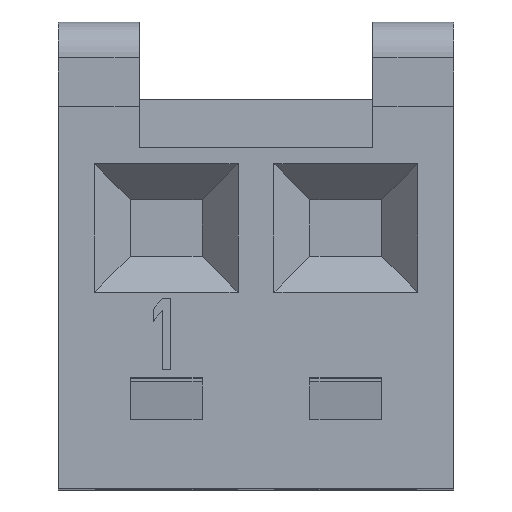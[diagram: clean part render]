
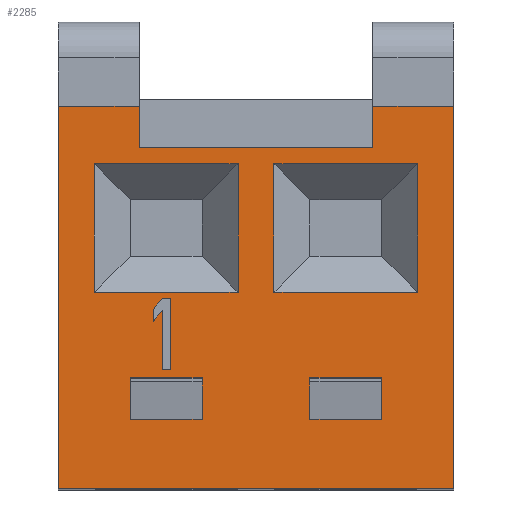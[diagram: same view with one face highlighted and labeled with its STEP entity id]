
A CAD part, top view. The second image highlights one B-rep face of the part: STEP entity #2285.
In plain terms, the highlighted planar face has unit normal (0, 0, 1).
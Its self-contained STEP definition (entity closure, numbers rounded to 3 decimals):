
#72=DIRECTION('',(0.,1.,0.));
#73=VECTOR('',#72,0.584);
#74=CARTESIAN_POINT('',(0.762,-2.705,0.));
#75=LINE('',#74,#73);
#76=DIRECTION('',(-1.,0.,0.));
#77=VECTOR('',#76,1.016);
#78=CARTESIAN_POINT('',(1.778,-2.705,0.));
#79=LINE('',#78,#77);
#80=DIRECTION('',(0.,-1.,0.));
#81=VECTOR('',#80,0.584);
#82=CARTESIAN_POINT('',(1.778,-2.121,0.));
#83=LINE('',#82,#81);
#84=DIRECTION('',(1.,0.,0.));
#85=VECTOR('',#84,1.016);
#86=CARTESIAN_POINT('',(0.762,-2.121,0.));
#87=LINE('',#86,#85);
#88=DIRECTION('',(0.,1.,0.));
#89=VECTOR('',#88,0.584);
#90=CARTESIAN_POINT('',(-1.778,-2.705,0.));
#91=LINE('',#90,#89);
#92=DIRECTION('',(-1.,0.,0.));
#93=VECTOR('',#92,1.016);
#94=CARTESIAN_POINT('',(-0.762,-2.705,0.));
#95=LINE('',#94,#93);
#96=DIRECTION('',(0.,-1.,0.));
#97=VECTOR('',#96,0.584);
#98=CARTESIAN_POINT('',(-0.762,-2.121,0.));
#99=LINE('',#98,#97);
#100=DIRECTION('',(1.,0.,0.));
#101=VECTOR('',#100,1.016);
#102=CARTESIAN_POINT('',(-1.778,-2.121,0.));
#103=LINE('',#102,#101);
#104=DIRECTION('',(0.,1.,0.));
#105=VECTOR('',#104,5.404);
#106=CARTESIAN_POINT('',(-2.794,-3.683,0.));
#107=LINE('',#106,#105);
#108=DIRECTION('',(-1.,0.,0.));
#109=VECTOR('',#108,3.302);
#110=CARTESIAN_POINT('',(1.651,1.143,0.));
#111=LINE('',#110,#109);
#112=DIRECTION('',(0.,-1.,0.));
#113=VECTOR('',#112,5.404);
#114=CARTESIAN_POINT('',(2.794,1.721,0.));
#115=LINE('',#114,#113);
#116=DIRECTION('',(-1.,0.,0.));
#117=VECTOR('',#116,5.588);
#118=CARTESIAN_POINT('',(2.794,-3.683,0.));
#119=LINE('',#118,#117);
#120=DIRECTION('',(0.,1.,0.));
#121=VECTOR('',#120,1.);
#122=CARTESIAN_POINT('',(-1.204,-2.,0.));
#123=LINE('',#122,#121);
#124=DIRECTION('',(-1.,0.,0.));
#125=VECTOR('',#124,0.125);
#126=CARTESIAN_POINT('',(-1.204,-1.,0.));
#127=LINE('',#126,#125);
#128=DIRECTION('',(-0.643,-0.766,0.));
#129=VECTOR('',#128,0.194);
#130=CARTESIAN_POINT('',(-1.329,-1.,0.));
#131=LINE('',#130,#129);
#132=DIRECTION('',(0.,-1.,0.));
#133=VECTOR('',#132,0.17);
#134=CARTESIAN_POINT('',(-1.454,-1.149,0.));
#135=LINE('',#134,#133);
#136=DIRECTION('',(0.643,0.766,0.));
#137=VECTOR('',#136,0.194);
#138=CARTESIAN_POINT('',(-1.454,-1.319,0.));
#139=LINE('',#138,#137);
#140=DIRECTION('',(0.,-1.,0.));
#141=VECTOR('',#140,0.83);
#142=CARTESIAN_POINT('',(-1.329,-1.17,0.));
#143=LINE('',#142,#141);
#144=DIRECTION('',(1.,0.,0.));
#145=VECTOR('',#144,0.125);
#146=CARTESIAN_POINT('',(-1.329,-2.,0.));
#147=LINE('',#146,#145);
#148=DIRECTION('',(-1.,0.,0.));
#149=VECTOR('',#148,2.032);
#150=CARTESIAN_POINT('',(-0.254,0.908,0.));
#151=LINE('',#150,#149);
#160=DIRECTION('',(0.,1.,0.));
#161=VECTOR('',#160,1.816);
#162=CARTESIAN_POINT('',(-0.254,-0.908,0.));
#163=LINE('',#162,#161);
#168=DIRECTION('',(1.,0.,0.));
#169=VECTOR('',#168,2.032);
#170=CARTESIAN_POINT('',(-2.286,-0.908,0.));
#171=LINE('',#170,#169);
#184=DIRECTION('',(0.,-1.,0.));
#185=VECTOR('',#184,1.816);
#186=CARTESIAN_POINT('',(-2.286,0.908,0.));
#187=LINE('',#186,#185);
#578=DIRECTION('',(-1.,0.,0.));
#579=VECTOR('',#578,1.143);
#580=CARTESIAN_POINT('',(2.794,1.721,0.));
#581=LINE('',#580,#579);
#607=DIRECTION('',(0.,1.,0.));
#608=VECTOR('',#607,0.578);
#609=CARTESIAN_POINT('',(1.651,1.143,0.));
#610=LINE('',#609,#608);
#615=DIRECTION('',(0.,1.,0.));
#616=VECTOR('',#615,0.578);
#617=CARTESIAN_POINT('',(-1.651,1.143,0.));
#618=LINE('',#617,#616);
#640=DIRECTION('',(1.,0.,0.));
#641=VECTOR('',#640,1.143);
#642=CARTESIAN_POINT('',(-2.794,1.721,0.));
#643=LINE('',#642,#641);
#1342=DIRECTION('',(1.,0.,0.));
#1343=VECTOR('',#1342,2.032);
#1344=CARTESIAN_POINT('',(0.254,-0.908,0.));
#1345=LINE('',#1344,#1343);
#1358=DIRECTION('',(0.,-1.,0.));
#1359=VECTOR('',#1358,1.816);
#1360=CARTESIAN_POINT('',(0.254,0.908,0.));
#1361=LINE('',#1360,#1359);
#1370=DIRECTION('',(-1.,0.,0.));
#1371=VECTOR('',#1370,2.032);
#1372=CARTESIAN_POINT('',(2.286,0.908,0.));
#1373=LINE('',#1372,#1371);
#1382=DIRECTION('',(0.,1.,0.));
#1383=VECTOR('',#1382,1.816);
#1384=CARTESIAN_POINT('',(2.286,-0.908,0.));
#1385=LINE('',#1384,#1383);
#1690=CARTESIAN_POINT('',(2.794,-3.683,0.));
#1691=CARTESIAN_POINT('',(-2.794,-3.683,0.));
#1692=VERTEX_POINT('',#1690);
#1693=VERTEX_POINT('',#1691);
#1702=CARTESIAN_POINT('',(2.794,1.721,0.));
#1704=VERTEX_POINT('',#1702);
#1712=CARTESIAN_POINT('',(1.651,1.721,0.));
#1714=VERTEX_POINT('',#1712);
#1724=CARTESIAN_POINT('',(1.651,1.143,0.));
#1726=VERTEX_POINT('',#1724);
#1730=CARTESIAN_POINT('',(2.286,-0.908,0.));
#1731=CARTESIAN_POINT('',(2.286,0.908,0.));
#1732=VERTEX_POINT('',#1730);
#1733=VERTEX_POINT('',#1731);
#1738=CARTESIAN_POINT('',(0.254,0.908,0.));
#1739=VERTEX_POINT('',#1738);
#1742=CARTESIAN_POINT('',(0.254,-0.908,0.));
#1743=VERTEX_POINT('',#1742);
#1746=CARTESIAN_POINT('',(-0.254,-0.908,0.));
#1747=CARTESIAN_POINT('',(-0.254,0.908,0.));
#1748=VERTEX_POINT('',#1746);
#1749=VERTEX_POINT('',#1747);
#1754=CARTESIAN_POINT('',(-2.286,0.908,0.));
#1755=VERTEX_POINT('',#1754);
#1758=CARTESIAN_POINT('',(-2.286,-0.908,0.));
#1759=VERTEX_POINT('',#1758);
#1962=CARTESIAN_POINT('',(0.762,-2.705,0.));
#1963=CARTESIAN_POINT('',(0.762,-2.121,0.));
#1964=VERTEX_POINT('',#1962);
#1965=VERTEX_POINT('',#1963);
#1966=CARTESIAN_POINT('',(1.778,-2.121,0.));
#1967=VERTEX_POINT('',#1966);
#1968=CARTESIAN_POINT('',(1.778,-2.705,0.));
#1969=VERTEX_POINT('',#1968);
#2002=CARTESIAN_POINT('',(-1.778,-2.705,0.));
#2003=CARTESIAN_POINT('',(-1.778,-2.121,0.));
#2004=VERTEX_POINT('',#2002);
#2005=VERTEX_POINT('',#2003);
#2006=CARTESIAN_POINT('',(-0.762,-2.121,0.));
#2007=VERTEX_POINT('',#2006);
#2008=CARTESIAN_POINT('',(-0.762,-2.705,0.));
#2009=VERTEX_POINT('',#2008);
#2018=CARTESIAN_POINT('',(-2.794,1.721,0.));
#2020=VERTEX_POINT('',#2018);
#2028=CARTESIAN_POINT('',(-1.651,1.721,0.));
#2030=VERTEX_POINT('',#2028);
#2038=CARTESIAN_POINT('',(-1.651,1.143,0.));
#2040=VERTEX_POINT('',#2038);
#2056=CARTESIAN_POINT('',(-1.204,-2.,0.));
#2057=CARTESIAN_POINT('',(-1.204,-1.,0.));
#2058=VERTEX_POINT('',#2056);
#2059=VERTEX_POINT('',#2057);
#2060=CARTESIAN_POINT('',(-1.329,-1.,0.));
#2061=VERTEX_POINT('',#2060);
#2062=CARTESIAN_POINT('',(-1.454,-1.149,0.));
#2063=VERTEX_POINT('',#2062);
#2064=CARTESIAN_POINT('',(-1.454,-1.319,0.));
#2065=VERTEX_POINT('',#2064);
#2066=CARTESIAN_POINT('',(-1.329,-1.17,0.));
#2067=VERTEX_POINT('',#2066);
#2068=CARTESIAN_POINT('',(-1.329,-2.,0.));
#2069=VERTEX_POINT('',#2068);
#2206=CARTESIAN_POINT('',(0.,0.,0.));
#2207=DIRECTION('',(0.,0.,-1.));
#2208=DIRECTION('',(-1.,0.,0.));
#2209=AXIS2_PLACEMENT_3D('',#2206,#2207,#2208);
#2210=PLANE('',#2209);
#2212=ORIENTED_EDGE('',*,*,#2211,.T.);
#2214=ORIENTED_EDGE('',*,*,#2213,.T.);
#2216=ORIENTED_EDGE('',*,*,#2215,.F.);
#2218=ORIENTED_EDGE('',*,*,#2217,.F.);
#2220=ORIENTED_EDGE('',*,*,#2219,.T.);
#2222=ORIENTED_EDGE('',*,*,#2221,.F.);
#2224=ORIENTED_EDGE('',*,*,#2223,.T.);
#2226=ORIENTED_EDGE('',*,*,#2225,.T.);
#2227=EDGE_LOOP('',(#2212,#2214,#2216,#2218,#2220,#2222,#2224,#2226));
#2228=FACE_OUTER_BOUND('',#2227,.F.);
#2230=ORIENTED_EDGE('',*,*,#2229,.T.);
#2232=ORIENTED_EDGE('',*,*,#2231,.T.);
#2234=ORIENTED_EDGE('',*,*,#2233,.T.);
#2236=ORIENTED_EDGE('',*,*,#2235,.T.);
#2237=EDGE_LOOP('',(#2230,#2232,#2234,#2236));
#2238=FACE_BOUND('',#2237,.F.);
#2240=ORIENTED_EDGE('',*,*,#2239,.T.);
#2242=ORIENTED_EDGE('',*,*,#2241,.T.);
#2244=ORIENTED_EDGE('',*,*,#2243,.T.);
#2246=ORIENTED_EDGE('',*,*,#2245,.T.);
#2247=EDGE_LOOP('',(#2240,#2242,#2244,#2246));
#2248=FACE_BOUND('',#2247,.F.);
#2250=ORIENTED_EDGE('',*,*,#2249,.F.);
#2252=ORIENTED_EDGE('',*,*,#2251,.F.);
#2254=ORIENTED_EDGE('',*,*,#2253,.F.);
#2256=ORIENTED_EDGE('',*,*,#2255,.F.);
#2257=EDGE_LOOP('',(#2250,#2252,#2254,#2256));
#2258=FACE_BOUND('',#2257,.F.);
#2260=ORIENTED_EDGE('',*,*,#2259,.F.);
#2262=ORIENTED_EDGE('',*,*,#2261,.F.);
#2264=ORIENTED_EDGE('',*,*,#2263,.F.);
#2266=ORIENTED_EDGE('',*,*,#2265,.F.);
#2267=EDGE_LOOP('',(#2260,#2262,#2264,#2266));
#2268=FACE_BOUND('',#2267,.F.);
#2270=ORIENTED_EDGE('',*,*,#2269,.T.);
#2272=ORIENTED_EDGE('',*,*,#2271,.T.);
#2274=ORIENTED_EDGE('',*,*,#2273,.T.);
#2276=ORIENTED_EDGE('',*,*,#2275,.T.);
#2278=ORIENTED_EDGE('',*,*,#2277,.T.);
#2280=ORIENTED_EDGE('',*,*,#2279,.T.);
#2282=ORIENTED_EDGE('',*,*,#2281,.T.);
#2283=EDGE_LOOP('',(#2270,#2272,#2274,#2276,#2278,#2280,#2282));
#2284=FACE_BOUND('',#2283,.F.);
#2285=ADVANCED_FACE('',(#2228,#2238,#2248,#2258,#2268,#2284),#2210,.F.);
#2211=EDGE_CURVE('',#1693,#2020,#107,.T.);
#2213=EDGE_CURVE('',#2020,#2030,#643,.T.);
#2215=EDGE_CURVE('',#2040,#2030,#618,.T.);
#2217=EDGE_CURVE('',#1726,#2040,#111,.T.);
#2219=EDGE_CURVE('',#1726,#1714,#610,.T.);
#2221=EDGE_CURVE('',#1704,#1714,#581,.T.);
#2223=EDGE_CURVE('',#1704,#1692,#115,.T.);
#2225=EDGE_CURVE('',#1692,#1693,#119,.T.);
#2229=EDGE_CURVE('',#1749,#1755,#151,.T.);
#2231=EDGE_CURVE('',#1755,#1759,#187,.T.);
#2233=EDGE_CURVE('',#1759,#1748,#171,.T.);
#2235=EDGE_CURVE('',#1748,#1749,#163,.T.);
#2239=EDGE_CURVE('',#1733,#1739,#1373,.T.);
#2241=EDGE_CURVE('',#1739,#1743,#1361,.T.);
#2243=EDGE_CURVE('',#1743,#1732,#1345,.T.);
#2245=EDGE_CURVE('',#1732,#1733,#1385,.T.);
#2249=EDGE_CURVE('',#1964,#1965,#75,.T.);
#2251=EDGE_CURVE('',#1969,#1964,#79,.T.);
#2253=EDGE_CURVE('',#1967,#1969,#83,.T.);
#2255=EDGE_CURVE('',#1965,#1967,#87,.T.);
#2259=EDGE_CURVE('',#2004,#2005,#91,.T.);
#2261=EDGE_CURVE('',#2009,#2004,#95,.T.);
#2263=EDGE_CURVE('',#2007,#2009,#99,.T.);
#2265=EDGE_CURVE('',#2005,#2007,#103,.T.);
#2269=EDGE_CURVE('',#2058,#2059,#123,.T.);
#2271=EDGE_CURVE('',#2059,#2061,#127,.T.);
#2273=EDGE_CURVE('',#2061,#2063,#131,.T.);
#2275=EDGE_CURVE('',#2063,#2065,#135,.T.);
#2277=EDGE_CURVE('',#2065,#2067,#139,.T.);
#2279=EDGE_CURVE('',#2067,#2069,#143,.T.);
#2281=EDGE_CURVE('',#2069,#2058,#147,.T.);
